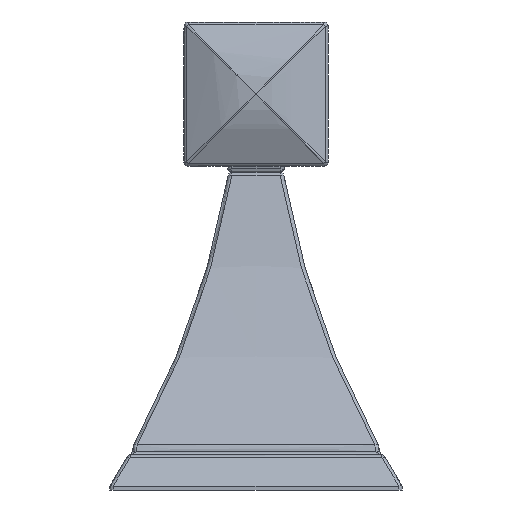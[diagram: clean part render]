
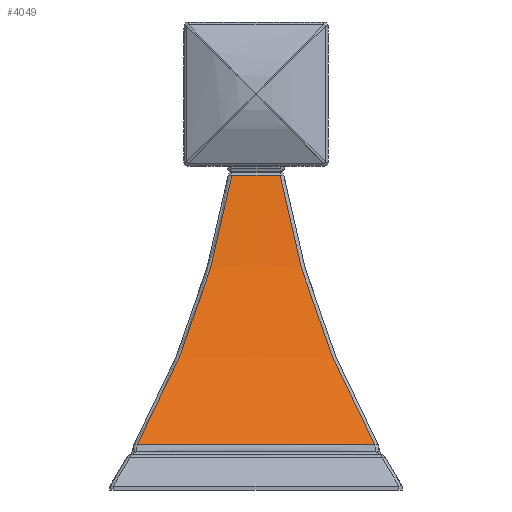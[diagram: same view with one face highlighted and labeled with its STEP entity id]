
A CAD part, left-side view. The second image highlights one B-rep face of the part: STEP entity #4049.
In plain terms, the highlighted free-form (B-spline) face has degree [3, 3] with [6, 5] control points.
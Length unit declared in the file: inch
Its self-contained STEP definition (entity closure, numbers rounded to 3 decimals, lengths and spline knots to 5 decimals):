
#372=CARTESIAN_POINT('',(-0.21902,-0.18945,
2.44432));
#373=CARTESIAN_POINT('',(-0.219,-0.1263,
2.44432));
#374=CARTESIAN_POINT('',(-0.219,0.,
2.44429));
#375=CARTESIAN_POINT('',(-0.219,0.1263,
2.44432));
#376=CARTESIAN_POINT('',(-0.21902,0.18945,
2.44432));
#381=CARTESIAN_POINT('',(-0.95951,-0.93324,
0.32491));
#382=CARTESIAN_POINT('',(-0.89763,-0.87109,
0.43746));
#383=CARTESIAN_POINT('',(-0.78097,-0.75391,
0.66476));
#384=CARTESIAN_POINT('',(-0.62761,-0.59986,
1.01003));
#385=CARTESIAN_POINT('',(-0.49507,-0.46668,
1.36011));
#386=CARTESIAN_POINT('',(-0.38244,-0.35353,
1.71571));
#387=CARTESIAN_POINT('',(-0.28947,-0.26015,
2.07674));
#388=CARTESIAN_POINT('',(-0.24033,-0.21083,
2.32136));
#389=CARTESIAN_POINT('',(-0.21902,-0.18945,
2.44432));
#394=CARTESIAN_POINT('',(-0.95951,0.93324,
0.32491));
#395=CARTESIAN_POINT('',(-0.95975,0.62222,
0.32491));
#396=CARTESIAN_POINT('',(-0.96004,0.,
0.32496));
#397=CARTESIAN_POINT('',(-0.95975,-0.62222,
0.32491));
#398=CARTESIAN_POINT('',(-0.95951,-0.93324,
0.32491));
#403=CARTESIAN_POINT('',(-0.95951,0.93324,
0.32491));
#404=CARTESIAN_POINT('',(-0.89764,0.8711,
0.43745));
#405=CARTESIAN_POINT('',(-0.78098,0.75393,
0.66472));
#406=CARTESIAN_POINT('',(-0.62762,0.59987,
1.01));
#407=CARTESIAN_POINT('',(-0.49507,0.46669,
1.36009));
#408=CARTESIAN_POINT('',(-0.38244,0.35353,
1.71569));
#409=CARTESIAN_POINT('',(-0.28947,0.26015,
2.07673));
#410=CARTESIAN_POINT('',(-0.24033,0.21083,
2.32135));
#411=CARTESIAN_POINT('',(-0.21902,0.18945,
2.44432));
#3331=CARTESIAN_POINT('',(-0.95951,0.93324,
0.32491));
#3333=VERTEX_POINT('',#3331);
#3334=CARTESIAN_POINT('',(-0.95951,-0.93324,
0.32491));
#3336=VERTEX_POINT('',#3334);
#3346=CARTESIAN_POINT('',(-0.21902,0.18945,
2.44432));
#3348=VERTEX_POINT('',#3346);
#3361=CARTESIAN_POINT('',(-0.21902,-0.18945,
2.44432));
#3362=VERTEX_POINT('',#3361);
#4009=CARTESIAN_POINT('',(-0.2152,0.2135,
2.46656));
#4010=CARTESIAN_POINT('',(-0.2152,0.14233,
2.46656));
#4011=CARTESIAN_POINT('',(-0.2152,0.,
2.46656));
#4012=CARTESIAN_POINT('',(-0.2152,-0.14233,
2.46656));
#4013=CARTESIAN_POINT('',(-0.2152,-0.2135,
2.46656));
#4014=CARTESIAN_POINT('',(-0.25728,0.25525,
2.2194));
#4015=CARTESIAN_POINT('',(-0.25713,0.17013,
2.2194));
#4016=CARTESIAN_POINT('',(-0.25694,0.,
2.2194));
#4017=CARTESIAN_POINT('',(-0.25713,-0.17013,
2.2194));
#4018=CARTESIAN_POINT('',(-0.25728,-0.25525,
2.2194));
#4019=CARTESIAN_POINT('',(-0.36795,0.36505,
1.72837));
#4020=CARTESIAN_POINT('',(-0.36763,0.24329,
1.72837));
#4021=CARTESIAN_POINT('',(-0.36719,0.,
1.72837));
#4022=CARTESIAN_POINT('',(-0.36763,-0.24329,
1.72837));
#4023=CARTESIAN_POINT('',(-0.36795,-0.36505,
1.72837));
#4024=CARTESIAN_POINT('',(-0.6182,0.61331,
1.00295));
#4025=CARTESIAN_POINT('',(-0.61818,0.40887,
1.00295));
#4026=CARTESIAN_POINT('',(-0.61815,0.,
1.00295));
#4027=CARTESIAN_POINT('',(-0.61818,-0.40887,
1.00295));
#4028=CARTESIAN_POINT('',(-0.6182,-0.61331,
1.00295));
#4029=CARTESIAN_POINT('',(-0.84179,0.83512,
0.53735));
#4030=CARTESIAN_POINT('',(-0.84209,0.55681,
0.53735));
#4031=CARTESIAN_POINT('',(-0.8425,0.,
0.53735));
#4032=CARTESIAN_POINT('',(-0.84209,-0.55682,
0.53735));
#4033=CARTESIAN_POINT('',(-0.84179,-0.83512,
0.53735));
#4034=CARTESIAN_POINT('',(-0.96975,0.96207,
0.30632));
#4035=CARTESIAN_POINT('',(-0.96999,0.64143,
0.30632));
#4036=CARTESIAN_POINT('',(-0.97032,0.,
0.30632));
#4037=CARTESIAN_POINT('',(-0.96999,-0.64144,
0.30632));
#4038=CARTESIAN_POINT('',(-0.96975,-0.96207,
0.30632));
#4039=B_SPLINE_SURFACE_WITH_KNOTS('',3,3,((#4009,#4010,#4011,#4012,#4013),
(#4014,#4015,#4016,#4017,#4018),(#4019,#4020,#4021,#4022,#4023),(#4024,#4025,
#4026,#4027,#4028),(#4029,#4030,#4031,#4032,#4033),(#4034,#4035,#4036,#4037,
#4038)),.UNSPECIFIED.,.F.,.F.,.F.,(4,1,1,4),(4,1,4),(0.00101,
0.28411,0.56823,0.8663),(0.37599,0.5,
0.62401),.UNSPECIFIED.);
#4040=ORIENTED_EDGE('',*,*,#3999,.F.);
#4042=ORIENTED_EDGE('',*,*,#4041,.F.);
#4044=ORIENTED_EDGE('',*,*,#4043,.F.);
#4046=ORIENTED_EDGE('',*,*,#4045,.T.);
#4047=EDGE_LOOP('',(#4040,#4042,#4044,#4046));
#4048=FACE_OUTER_BOUND('',#4047,.F.);
#377=B_SPLINE_CURVE_WITH_KNOTS('',3,(#372,#373,#374,#375,#376),.UNSPECIFIED.,
.F.,.F.,(4,1,4),(0.,0.5,1.),.UNSPECIFIED.);
#390=B_SPLINE_CURVE_WITH_KNOTS('',3,(#381,#382,#383,#384,#385,#386,#387,#388,
#389),.UNSPECIFIED.,.F.,.F.,(4,1,1,1,1,1,4),(0.,0.16667,
0.33333,0.5,0.66667,0.83333,1.),
.UNSPECIFIED.);
#399=B_SPLINE_CURVE_WITH_KNOTS('',3,(#394,#395,#396,#397,#398),.UNSPECIFIED.,
.F.,.F.,(4,1,4),(0.,0.5,1.),.UNSPECIFIED.);
#412=B_SPLINE_CURVE_WITH_KNOTS('',3,(#403,#404,#405,#406,#407,#408,#409,#410,
#411),.UNSPECIFIED.,.F.,.F.,(4,1,1,1,1,1,4),(0.,0.16667,
0.33333,0.5,0.66667,0.83333,1.),
.UNSPECIFIED.);
#3999=EDGE_CURVE('',#3362,#3348,#377,.T.);
#4041=EDGE_CURVE('',#3336,#3362,#390,.T.);
#4043=EDGE_CURVE('',#3333,#3336,#399,.T.);
#4045=EDGE_CURVE('',#3333,#3348,#412,.T.);
#4049=ADVANCED_FACE('',(#4048),#4039,.T.);
